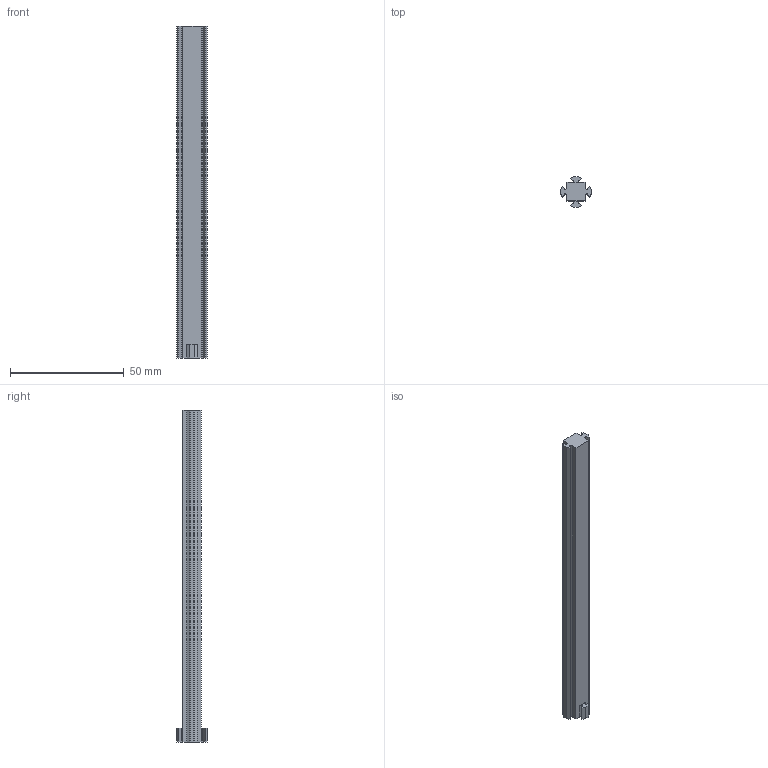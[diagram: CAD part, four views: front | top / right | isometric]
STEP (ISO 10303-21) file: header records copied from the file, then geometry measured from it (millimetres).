
FILE_DESCRIPTION(/* description */ (''),/* implementation_level */ '2;1');
FILE_NAME(/* name */ 'Junction (2-way, straight, 146 mm).step',/* time_stamp */ '2022-11-15T15:06:05-05:00',/* author */ (''),/* organization */ (''),/* preprocessor_version */ 'ST-DEVELOPER v19.2',/* originating_system */ 'Autodesk Translation Framework v11.17.0.187',/* authorisation */ '');
FILE_SCHEMA (('AUTOMOTIVE_DESIGN { 1 0 10303 214 3 1 1 }'));
Length unit declared in the file: millimetre
Products named in the file (1): junction sketch
Bounding box: 13.6 x 13.6 x 146 mm (x, y, z)
Volume: 11908.1 mm3; surface area: 7275.6 mm2
Topology: 1 solids, 1 shells, 59 faces, 171 edges, 114 vertices
Faces by surface type: plane 59
Entity records: 1938 total; most frequent: CARTESIAN_POINT 345, ORIENTED_EDGE 342, DIRECTION 291, LINE 171, VECTOR 171, EDGE_CURVE 171, VERTEX_POINT 114, AXIS2_PLACEMENT_3D 60
